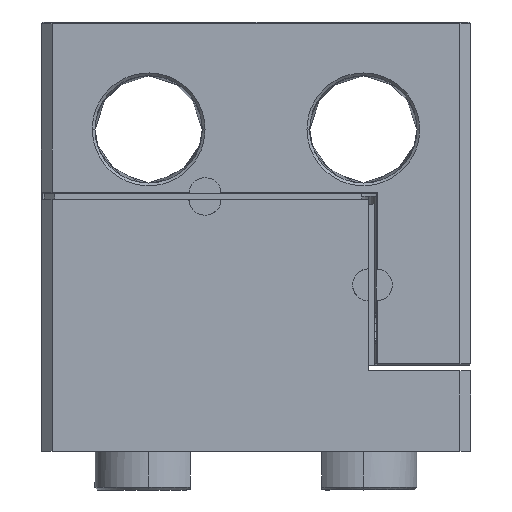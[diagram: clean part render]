
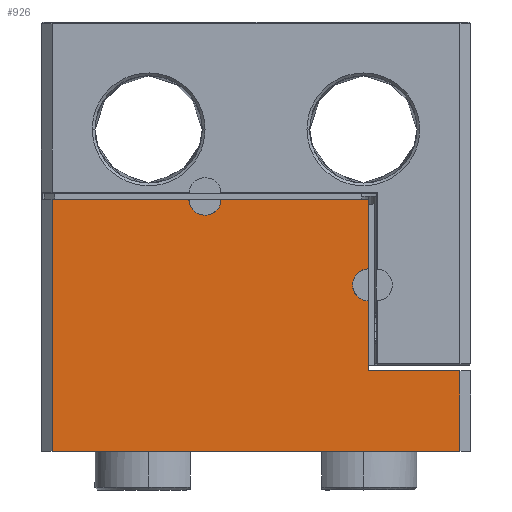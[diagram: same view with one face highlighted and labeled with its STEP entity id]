
A CAD part, left-side view. The second image highlights one B-rep face of the part: STEP entity #926.
In plain terms, the highlighted planar face has unit normal (-1, 0, 0).
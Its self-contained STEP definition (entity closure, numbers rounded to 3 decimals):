
#800=AXIS2_PLACEMENT_3D('Plane Axis2P3D',#797,#798,#799) ;
#157=CARTESIAN_POINT('Vertex',(-40.,-38.,0.)) ;
#160=CARTESIAN_POINT('Line Origine',(-40.,0.,0.)) ;
#164=CARTESIAN_POINT('Vertex',(-40.,38.,0.)) ;
#782=CARTESIAN_POINT('Vertex',(-40.,-38.,15.)) ;
#785=CARTESIAN_POINT('Line Origine',(-40.,-38.,7.5)) ;
#797=CARTESIAN_POINT('Axis2P3D Location',(-40.,-40.,0.)) ;
#803=CARTESIAN_POINT('Control Point',(-40.,6.5,47.)) ;
#804=CARTESIAN_POINT('Control Point',(-40.,6.5,46.661)) ;
#805=CARTESIAN_POINT('Control Point',(-40.,6.548,46.321)) ;
#806=CARTESIAN_POINT('Control Point',(-40.,6.644,45.991)) ;
#807=CARTESIAN_POINT('Control Point',(-40.,6.927,45.366)) ;
#808=CARTESIAN_POINT('Control Point',(-40.,7.372,44.845)) ;
#809=CARTESIAN_POINT('Control Point',(-40.,7.63,44.617)) ;
#810=CARTESIAN_POINT('Control Point',(-40.,8.139,44.283)) ;
#811=CARTESIAN_POINT('Control Point',(-40.,8.713,44.087)) ;
#812=CARTESIAN_POINT('Control Point',(-40.,8.973,44.029)) ;
#813=CARTESIAN_POINT('Control Point',(-40.,9.236,44.)) ;
#814=CARTESIAN_POINT('Control Point',(-40.,9.5,44.)) ;
#815=CARTESIAN_POINT('Vertex',(-40.,6.5,47.)) ;
#817=CARTESIAN_POINT('Vertex',(-40.,9.5,44.)) ;
#821=CARTESIAN_POINT('Control Point',(-40.,9.5,44.)) ;
#822=CARTESIAN_POINT('Control Point',(-40.,9.576,44.)) ;
#823=CARTESIAN_POINT('Control Point',(-40.,9.652,44.002)) ;
#824=CARTESIAN_POINT('Control Point',(-40.,9.727,44.007)) ;
#825=CARTESIAN_POINT('Control Point',(-40.,10.141,44.046)) ;
#826=CARTESIAN_POINT('Control Point',(-40.,10.545,44.157)) ;
#827=CARTESIAN_POINT('Control Point',(-40.,10.861,44.294)) ;
#828=CARTESIAN_POINT('Control Point',(-40.,11.445,44.653)) ;
#829=CARTESIAN_POINT('Control Point',(-40.,11.906,45.16)) ;
#830=CARTESIAN_POINT('Control Point',(-40.,12.099,45.445)) ;
#831=CARTESIAN_POINT('Control Point',(-40.,12.333,45.923)) ;
#832=CARTESIAN_POINT('Control Point',(-40.,12.456,46.438)) ;
#833=CARTESIAN_POINT('Control Point',(-40.,12.485,46.624)) ;
#834=CARTESIAN_POINT('Control Point',(-40.,12.5,46.812)) ;
#835=CARTESIAN_POINT('Control Point',(-40.,12.5,47.)) ;
#836=CARTESIAN_POINT('Vertex',(-40.,12.5,47.)) ;
#839=CARTESIAN_POINT('Line Origine',(-40.,25.25,47.)) ;
#843=CARTESIAN_POINT('Vertex',(-40.,38.,47.)) ;
#846=CARTESIAN_POINT('Line Origine',(-40.,38.,23.5)) ;
#851=CARTESIAN_POINT('Line Origine',(-40.,-29.5,15.)) ;
#855=CARTESIAN_POINT('Vertex',(-40.,-21.,15.)) ;
#858=CARTESIAN_POINT('Line Origine',(-40.,-21.,21.5)) ;
#862=CARTESIAN_POINT('Vertex',(-40.,-21.,28.)) ;
#866=CARTESIAN_POINT('Control Point',(-40.,-21.,28.)) ;
#867=CARTESIAN_POINT('Control Point',(-40.,-20.661,28.)) ;
#868=CARTESIAN_POINT('Control Point',(-40.,-20.321,28.048)) ;
#869=CARTESIAN_POINT('Control Point',(-40.,-19.991,28.144)) ;
#870=CARTESIAN_POINT('Control Point',(-40.,-19.366,28.427)) ;
#871=CARTESIAN_POINT('Control Point',(-40.,-18.845,28.872)) ;
#872=CARTESIAN_POINT('Control Point',(-40.,-18.617,29.13)) ;
#873=CARTESIAN_POINT('Control Point',(-40.,-18.283,29.639)) ;
#874=CARTESIAN_POINT('Control Point',(-40.,-18.087,30.213)) ;
#875=CARTESIAN_POINT('Control Point',(-40.,-18.029,30.473)) ;
#876=CARTESIAN_POINT('Control Point',(-40.,-18.,30.736)) ;
#877=CARTESIAN_POINT('Control Point',(-40.,-18.,31.)) ;
#878=CARTESIAN_POINT('Vertex',(-40.,-18.,31.)) ;
#882=CARTESIAN_POINT('Control Point',(-40.,-18.,31.)) ;
#883=CARTESIAN_POINT('Control Point',(-40.,-18.,31.076)) ;
#884=CARTESIAN_POINT('Control Point',(-40.,-18.002,31.152)) ;
#885=CARTESIAN_POINT('Control Point',(-40.,-18.007,31.227)) ;
#886=CARTESIAN_POINT('Control Point',(-40.,-18.046,31.641)) ;
#887=CARTESIAN_POINT('Control Point',(-40.,-18.157,32.045)) ;
#888=CARTESIAN_POINT('Control Point',(-40.,-18.294,32.361)) ;
#889=CARTESIAN_POINT('Control Point',(-40.,-18.653,32.945)) ;
#890=CARTESIAN_POINT('Control Point',(-40.,-19.16,33.406)) ;
#891=CARTESIAN_POINT('Control Point',(-40.,-19.445,33.599)) ;
#892=CARTESIAN_POINT('Control Point',(-40.,-19.923,33.833)) ;
#893=CARTESIAN_POINT('Control Point',(-40.,-20.438,33.956)) ;
#894=CARTESIAN_POINT('Control Point',(-40.,-20.624,33.985)) ;
#895=CARTESIAN_POINT('Control Point',(-40.,-20.812,34.)) ;
#896=CARTESIAN_POINT('Control Point',(-40.,-21.,34.)) ;
#897=CARTESIAN_POINT('Vertex',(-40.,-21.,34.)) ;
#900=CARTESIAN_POINT('Line Origine',(-40.,-21.,40.5)) ;
#904=CARTESIAN_POINT('Vertex',(-40.,-21.,47.)) ;
#907=CARTESIAN_POINT('Line Origine',(-40.,-7.25,47.)) ;
#161=DIRECTION('Vector Direction',(0.,-1.,0.)) ;
#786=DIRECTION('Vector Direction',(0.,0.,-1.)) ;
#798=DIRECTION('Axis2P3D Direction',(-1.,0.,0.)) ;
#799=DIRECTION('Axis2P3D XDirection',(0.,0.,1.)) ;
#840=DIRECTION('Vector Direction',(0.,1.,0.)) ;
#847=DIRECTION('Vector Direction',(0.,0.,1.)) ;
#852=DIRECTION('Vector Direction',(0.,1.,0.)) ;
#859=DIRECTION('Vector Direction',(0.,0.,1.)) ;
#901=DIRECTION('Vector Direction',(0.,0.,1.)) ;
#908=DIRECTION('Vector Direction',(0.,1.,0.)) ;
#162=VECTOR('Line Direction',#161,1.) ;
#787=VECTOR('Line Direction',#786,1.) ;
#841=VECTOR('Line Direction',#840,1.) ;
#848=VECTOR('Line Direction',#847,1.) ;
#853=VECTOR('Line Direction',#852,1.) ;
#860=VECTOR('Line Direction',#859,1.) ;
#902=VECTOR('Line Direction',#901,1.) ;
#909=VECTOR('Line Direction',#908,1.) ;
#913=ORIENTED_EDGE('',*,*,#819,.T.) ;
#914=ORIENTED_EDGE('',*,*,#838,.T.) ;
#915=ORIENTED_EDGE('',*,*,#845,.T.) ;
#916=ORIENTED_EDGE('',*,*,#850,.F.) ;
#917=ORIENTED_EDGE('',*,*,#166,.T.) ;
#918=ORIENTED_EDGE('',*,*,#789,.F.) ;
#919=ORIENTED_EDGE('',*,*,#857,.T.) ;
#920=ORIENTED_EDGE('',*,*,#864,.T.) ;
#921=ORIENTED_EDGE('',*,*,#880,.T.) ;
#922=ORIENTED_EDGE('',*,*,#899,.T.) ;
#923=ORIENTED_EDGE('',*,*,#906,.T.) ;
#924=ORIENTED_EDGE('',*,*,#911,.T.) ;
#926=ADVANCED_FACE('ME1501105N:1\\MANIFOLD_SOLID_BREP #2473',(#925),#801,.T.) ;
#802=B_SPLINE_CURVE_WITH_KNOTS('',5,(#803,#804,#805,#806,#807,#808,#809,#810,#811,#812,#813,#814),.UNSPECIFIED.,.F.,.U.,(6,3,3,6),(0.,2.4,4.8,6.664),.UNSPECIFIED.) ;
#820=B_SPLINE_CURVE_WITH_KNOTS('',5,(#821,#822,#823,#824,#825,#826,#827,#828,#829,#830,#831,#832,#833,#834,#835),.UNSPECIFIED.,.F.,.U.,(6,3,3,3,6),(6.664,7.2,9.6,12.,13.328),.UNSPECIFIED.) ;
#865=B_SPLINE_CURVE_WITH_KNOTS('',5,(#866,#867,#868,#869,#870,#871,#872,#873,#874,#875,#876,#877),.UNSPECIFIED.,.F.,.U.,(6,3,3,6),(0.,2.4,4.8,6.664),.UNSPECIFIED.) ;
#881=B_SPLINE_CURVE_WITH_KNOTS('',5,(#882,#883,#884,#885,#886,#887,#888,#889,#890,#891,#892,#893,#894,#895,#896),.UNSPECIFIED.,.F.,.U.,(6,3,3,3,6),(6.664,7.2,9.6,12.,13.328),.UNSPECIFIED.) ;
#166=EDGE_CURVE('',#165,#158,#163,.T.) ;
#789=EDGE_CURVE('',#783,#158,#788,.T.) ;
#819=EDGE_CURVE('',#816,#818,#802,.T.) ;
#838=EDGE_CURVE('',#818,#837,#820,.T.) ;
#845=EDGE_CURVE('',#837,#844,#842,.T.) ;
#850=EDGE_CURVE('',#165,#844,#849,.T.) ;
#857=EDGE_CURVE('',#783,#856,#854,.T.) ;
#864=EDGE_CURVE('',#856,#863,#861,.T.) ;
#880=EDGE_CURVE('',#863,#879,#865,.T.) ;
#899=EDGE_CURVE('',#879,#898,#881,.T.) ;
#906=EDGE_CURVE('',#898,#905,#903,.T.) ;
#911=EDGE_CURVE('',#905,#816,#910,.T.) ;
#912=EDGE_LOOP('',(#913,#914,#915,#916,#917,#918,#919,#920,#921,#922,#923,#924)) ;
#925=FACE_OUTER_BOUND('',#912,.T.) ;
#163=LINE('Line',#160,#162) ;
#788=LINE('Line',#785,#787) ;
#842=LINE('Line',#839,#841) ;
#849=LINE('Line',#846,#848) ;
#854=LINE('Line',#851,#853) ;
#861=LINE('Line',#858,#860) ;
#903=LINE('Line',#900,#902) ;
#910=LINE('Line',#907,#909) ;
#801=PLANE('Plane',#800) ;
#158=VERTEX_POINT('',#157) ;
#165=VERTEX_POINT('',#164) ;
#783=VERTEX_POINT('',#782) ;
#816=VERTEX_POINT('',#815) ;
#818=VERTEX_POINT('',#817) ;
#837=VERTEX_POINT('',#836) ;
#844=VERTEX_POINT('',#843) ;
#856=VERTEX_POINT('',#855) ;
#863=VERTEX_POINT('',#862) ;
#879=VERTEX_POINT('',#878) ;
#898=VERTEX_POINT('',#897) ;
#905=VERTEX_POINT('',#904) ;
